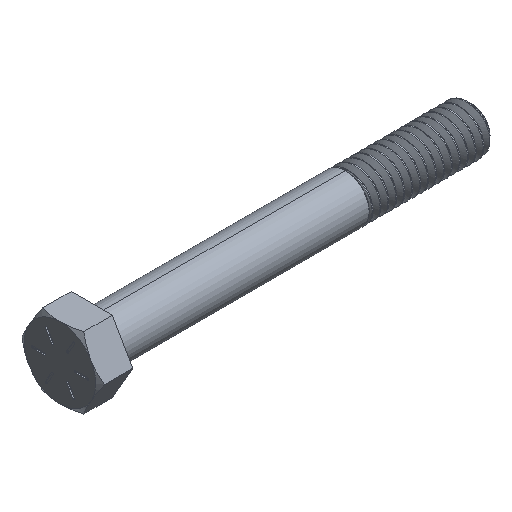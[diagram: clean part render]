
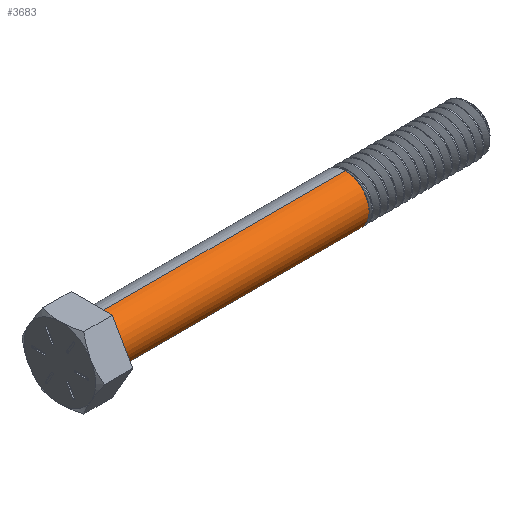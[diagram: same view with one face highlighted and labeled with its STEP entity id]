
A CAD part, isometric view. The second image highlights one B-rep face of the part: STEP entity #3683.
In plain terms, the highlighted cylindrical face has radius 4.763 mm (diameter 9.525 mm), a partial arc.
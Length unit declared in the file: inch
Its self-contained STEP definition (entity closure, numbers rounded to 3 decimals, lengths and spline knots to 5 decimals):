
#42 = CARTESIAN_POINT ( 'NONE',  ( -1.375, 0., -0.1875 ) ) ;
#43 = CARTESIAN_POINT ( 'NONE',  ( -1.375, 0., 0.1875 ) ) ;
#259 = CIRCLE ( 'NONE', #1988, 0.1875 ) ;
#302 = VECTOR ( 'NONE', #3872, 39.37008 ) ;
#312 = VECTOR ( 'NONE', #1758, 39.37008 ) ;
#313 = LINE ( 'NONE', #1759, #312 ) ;
#388 = CIRCLE ( 'NONE', #1980, 0.1875 ) ;
#408 = CIRCLE ( 'NONE', #1977, 0.1875 ) ;
#410 = LINE ( 'NONE', #3884, #302 ) ;
#534 = CYLINDRICAL_SURFACE ( 'NONE', #4622, 0.1875 ) ;
#536 = FACE_OUTER_BOUND ( 'NONE', #927, .T. ) ;
#656 = ORIENTED_EDGE ( 'NONE', *, *, #4744, .F. ) ;
#657 = ORIENTED_EDGE ( 'NONE', *, *, #4729, .T. ) ;
#658 = ORIENTED_EDGE ( 'NONE', *, *, #4773, .T. ) ;
#659 = ORIENTED_EDGE ( 'NONE', *, *, #4734, .T. ) ;
#663 = ORIENTED_EDGE ( 'NONE', *, *, #4723, .T. ) ;
#927 = EDGE_LOOP ( 'NONE', ( #656, #657, #659, #663, #658 ) ) ;
#1758 = DIRECTION ( 'NONE',  ( 1., 0., 0. ) ) ;
#1759 = CARTESIAN_POINT ( 'NONE',  ( -1.375, 0., 0.1875 ) ) ;
#1819 = CARTESIAN_POINT ( 'NONE',  ( 0.625, 0., 0.1875 ) ) ;
#1832 = CARTESIAN_POINT ( 'NONE',  ( 0.625, 0., -0.1875 ) ) ;
#1835 = CARTESIAN_POINT ( 'NONE',  ( 0.625, -0.1875, 0. ) ) ;
#1977 = AXIS2_PLACEMENT_3D ( 'NONE', #2059, #2046, #2045 ) ;
#1980 = AXIS2_PLACEMENT_3D ( 'NONE', #3906, #3903, #3902 ) ;
#1988 = AXIS2_PLACEMENT_3D ( 'NONE', #2591, #2584, #2583 ) ;
#2045 = DIRECTION ( 'NONE',  ( 0., -1., 0. ) ) ;
#2046 = DIRECTION ( 'NONE',  ( -1., 0., 0. ) ) ;
#2059 = CARTESIAN_POINT ( 'NONE',  ( 0.625, 0., 0. ) ) ;
#2583 = DIRECTION ( 'NONE',  ( 0., -1., 0. ) ) ;
#2584 = DIRECTION ( 'NONE',  ( -1., 0., 0. ) ) ;
#2591 = CARTESIAN_POINT ( 'NONE',  ( 0.625, 0., 0. ) ) ;
#3174 = CARTESIAN_POINT ( 'NONE',  ( -1.375, 0., 0. ) ) ;
#3205 = DIRECTION ( 'NONE',  ( 0., 0., -1. ) ) ;
#3224 = DIRECTION ( 'NONE',  ( 1., 0., 0. ) ) ;
#3683 = ADVANCED_FACE ( 'NONE', ( #536 ), #534, .T. ) ;
#3872 = DIRECTION ( 'NONE',  ( 1., 0., 0. ) ) ;
#3884 = CARTESIAN_POINT ( 'NONE',  ( -1.375, 0., -0.1875 ) ) ;
#3902 = DIRECTION ( 'NONE',  ( 0., 0., 1. ) ) ;
#3903 = DIRECTION ( 'NONE',  ( 1., 0., 0. ) ) ;
#3906 = CARTESIAN_POINT ( 'NONE',  ( -1.375, 0., 0. ) ) ;
#4622 = AXIS2_PLACEMENT_3D ( 'NONE', #3174, #3224, #3205 ) ;
#4723 = EDGE_CURVE ( 'NONE', #5494, #5493, #408, .T. ) ;
#4729 = EDGE_CURVE ( 'NONE', #5216, #5217, #388, .T. ) ;
#4734 = EDGE_CURVE ( 'NONE', #5217, #5494, #410, .T. ) ;
#4744 = EDGE_CURVE ( 'NONE', #5216, #5518, #313, .T. ) ;
#4773 = EDGE_CURVE ( 'NONE', #5493, #5518, #259, .T. ) ;
#5216 = VERTEX_POINT ( 'NONE', #43 ) ;
#5217 = VERTEX_POINT ( 'NONE', #42 ) ;
#5493 = VERTEX_POINT ( 'NONE', #1835 ) ;
#5494 = VERTEX_POINT ( 'NONE', #1832 ) ;
#5518 = VERTEX_POINT ( 'NONE', #1819 ) ;
